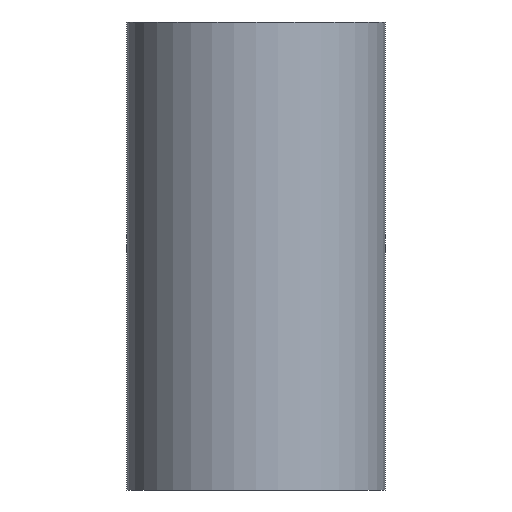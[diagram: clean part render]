
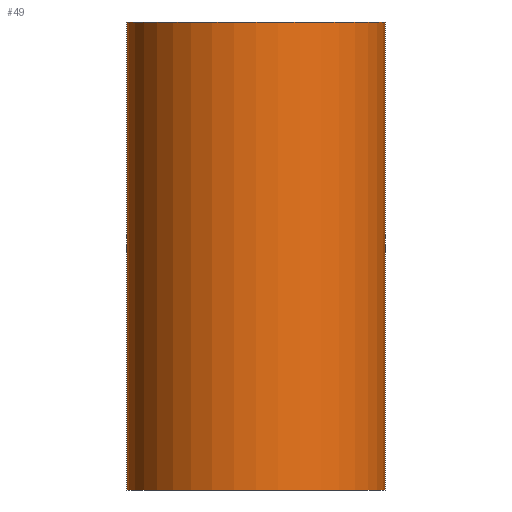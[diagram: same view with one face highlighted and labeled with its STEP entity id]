
A CAD part, front view. The second image highlights one B-rep face of the part: STEP entity #49.
In plain terms, the highlighted cylindrical face has radius 33.15 mm (diameter 66.3 mm), a partial arc.
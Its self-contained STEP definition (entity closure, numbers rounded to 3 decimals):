
#6 = EDGE_CURVE ( 'NONE', #37, #36, #150, .T. ) ;
#22 = ORIENTED_EDGE ( 'NONE', *, *, #23, .F. ) ;
#23 = EDGE_CURVE ( 'NONE', #92, #95, #167, .T. ) ;
#36 = VERTEX_POINT ( 'NONE', #182 ) ;
#37 = VERTEX_POINT ( 'NONE', #214 ) ;
#41 = ORIENTED_EDGE ( 'NONE', *, *, #91, .F. ) ;
#42 = ORIENTED_EDGE ( 'NONE', *, *, #6, .T. ) ;
#49 = ADVANCED_FACE ( 'NONE', ( #202 ), #201, .T. ) ;
#50 = ORIENTED_EDGE ( 'NONE', *, *, #99, .T. ) ;
#91 = EDGE_CURVE ( 'NONE', #37, #92, #395, .T. ) ;
#92 = VERTEX_POINT ( 'NONE', #399 ) ;
#95 = VERTEX_POINT ( 'NONE', #409 ) ;
#99 = EDGE_CURVE ( 'NONE', #36, #95, #405, .T. ) ;
#101 = EDGE_LOOP ( 'NONE', ( #41, #42, #50, #22 ) ) ;
#126 = DIRECTION ( 'NONE',  ( 1., 0., 0. ) ) ;
#127 = DIRECTION ( 'NONE',  ( 0., 0., 1. ) ) ;
#128 = CARTESIAN_POINT ( 'NONE',  ( 0., 0., -120. ) ) ;
#129 = AXIS2_PLACEMENT_3D ( 'NONE', #128, #127, #126 ) ;
#150 = CIRCLE ( 'NONE', #129, 33.15 ) ;
#163 = DIRECTION ( 'NONE',  ( 1., 0., 0. ) ) ;
#164 = DIRECTION ( 'NONE',  ( 0., 0., 1. ) ) ;
#165 = CARTESIAN_POINT ( 'NONE',  ( 0., 0., 0. ) ) ;
#166 = AXIS2_PLACEMENT_3D ( 'NONE', #165, #164, #163 ) ;
#167 = CIRCLE ( 'NONE', #166, 33.15 ) ;
#182 = CARTESIAN_POINT ( 'NONE',  ( 33.15, 0., -120. ) ) ;
#201 = CYLINDRICAL_SURFACE ( 'NONE', #212, 33.15 ) ;
#202 = FACE_OUTER_BOUND ( 'NONE', #101, .T. ) ;
#210 = DIRECTION ( 'NONE',  ( 0., 0., 1. ) ) ;
#211 = CARTESIAN_POINT ( 'NONE',  ( 0., 0., 0. ) ) ;
#212 = AXIS2_PLACEMENT_3D ( 'NONE', #211, #210, #217 ) ;
#214 = CARTESIAN_POINT ( 'NONE',  ( -33.15, 0., -120. ) ) ;
#217 = DIRECTION ( 'NONE',  ( 1., 0., 0. ) ) ;
#395 = LINE ( 'NONE', #402, #401 ) ;
#399 = CARTESIAN_POINT ( 'NONE',  ( -33.15, 0., 0. ) ) ;
#400 = DIRECTION ( 'NONE',  ( 0., 0., 1. ) ) ;
#401 = VECTOR ( 'NONE', #400, 1000. ) ;
#402 = CARTESIAN_POINT ( 'NONE',  ( -33.15, 0., 0. ) ) ;
#405 = LINE ( 'NONE', #408, #407 ) ;
#406 = DIRECTION ( 'NONE',  ( 0., 0., 1. ) ) ;
#407 = VECTOR ( 'NONE', #406, 1000. ) ;
#408 = CARTESIAN_POINT ( 'NONE',  ( 33.15, 0., 0. ) ) ;
#409 = CARTESIAN_POINT ( 'NONE',  ( 33.15, 0., 0. ) ) ;
